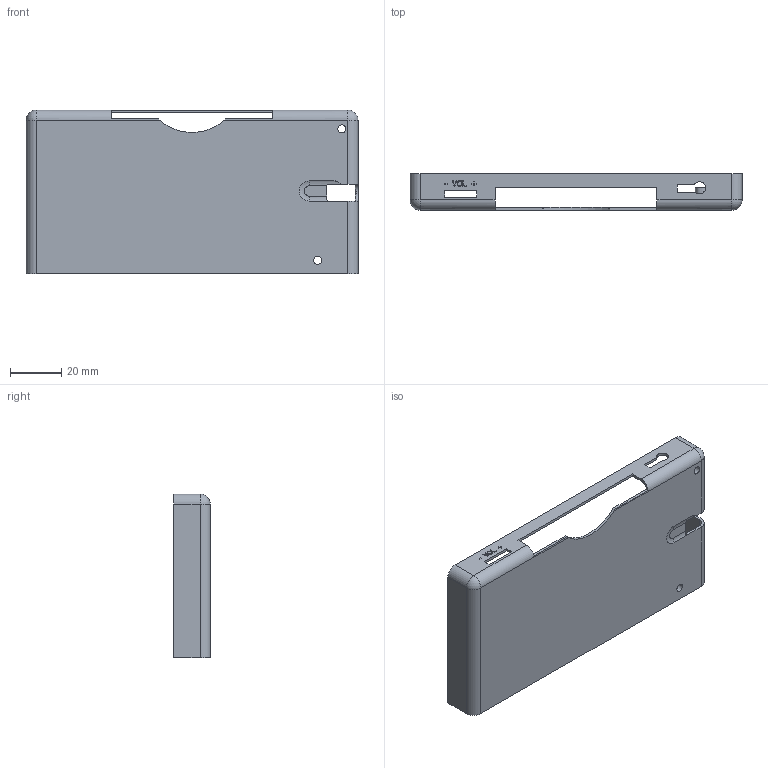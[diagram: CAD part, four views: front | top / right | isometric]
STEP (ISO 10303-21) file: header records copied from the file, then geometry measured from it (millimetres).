
FILE_DESCRIPTION(/* description */ (''),/* implementation_level */ '2;1');
FILE_NAME(/* name */ 'nintendo ds bottom shell.stp',/* time_stamp */ '2015-04-17T09:27:46-04:00',/* author */ ('tcampanella'),/* organization */ (''),/* preprocessor_version */ 'ST-DEVELOPER v15.6',/* originating_system */ 'Autodesk Inventor 2015',/* authorisation */ '');
FILE_SCHEMA (('AUTOMOTIVE_DESIGN { 1 0 10303 214 3 1 1 }'));
Length unit declared in the file: inch
Products named in the file (1): nintendo ds bottom shell
Bounding box: 130.18 x 14.29 x 64.29 mm (x, y, z)
Volume: 11119.9 mm3; surface area: 21918.5 mm2
Topology: 1 solids, 1 shells, 206 faces, 560 edges, 367 vertices
Faces by surface type: plane 120, bspline 46, cylinder 36, sphere 4
Full cylindrical faces by diameter (mm): 3.175 x2, 4.762 x2
Entity records: 6897 total; most frequent: CARTESIAN_POINT 1898, ORIENTED_EDGE 1112, DIRECTION 856, EDGE_CURVE 556, LINE 392, VECTOR 392, VERTEX_POINT 367, EDGE_LOOP 235
